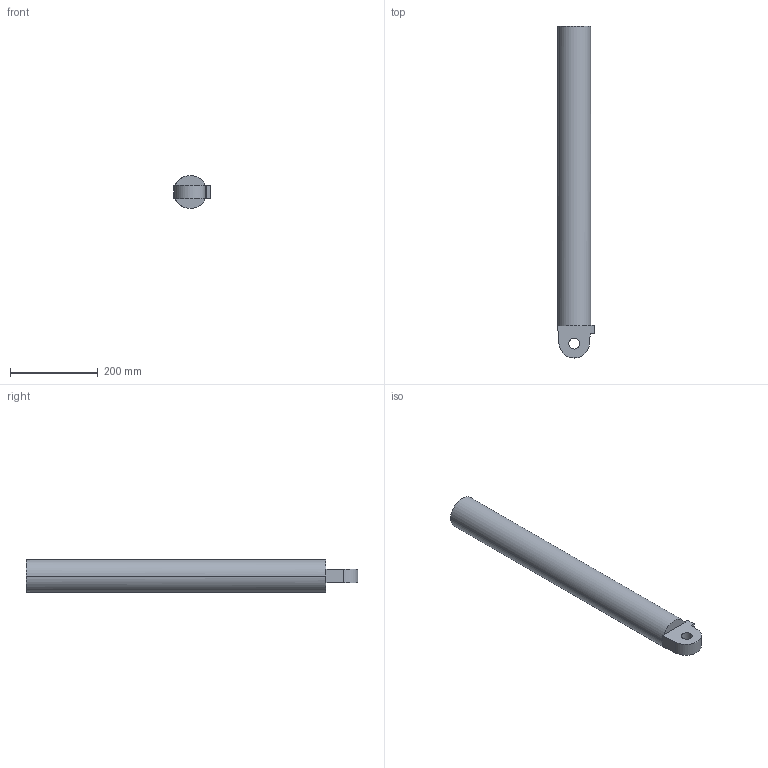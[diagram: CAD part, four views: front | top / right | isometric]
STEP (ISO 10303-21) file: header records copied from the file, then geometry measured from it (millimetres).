
FILE_DESCRIPTION (( 'STEP AP203' ), '1' );
FILE_NAME ('Cyl_hus_part_Default_sldprt.STEP', '2018-06-18T09:02:21', ( '' ), ( '' ), 'SwSTEP 2.0', 'SolidWorks 2017', '' );
FILE_SCHEMA (( 'CONFIG_CONTROL_DESIGN' ));
Length unit declared in the file: millimetre
Products named in the file (1): Cyl_hus_part_Default_sldprt
Bounding box: 83.13 x 754.75 x 75 mm (x, y, z)
Volume: 1341922.2 mm3; surface area: 300652.5 mm2
Topology: 1 solids, 1 shells, 27 faces, 63 edges, 40 vertices
Faces by surface type: plane 18, cylinder 9
Entity records: 854 total; most frequent: DIRECTION 143, CARTESIAN_POINT 131, ORIENTED_EDGE 126, EDGE_CURVE 63, AXIS2_PLACEMENT_3D 52, VERTEX_POINT 40, LINE 39, VECTOR 39
